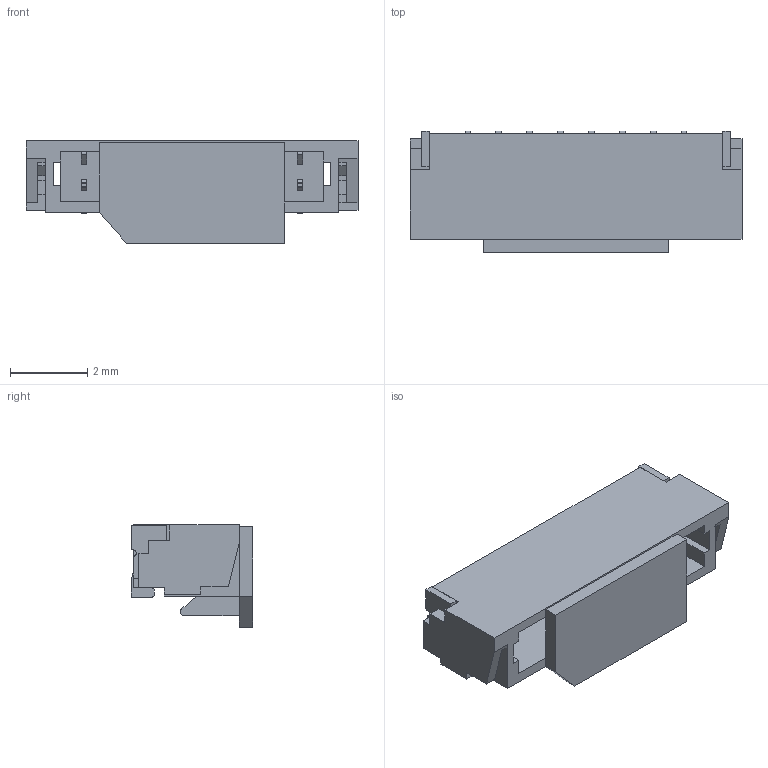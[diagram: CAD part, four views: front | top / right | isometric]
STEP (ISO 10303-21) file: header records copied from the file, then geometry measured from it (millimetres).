
FILE_DESCRIPTION(/* description */ ('Unknown'),/* implementation_level */ '2;1');
FILE_NAME(/* name */ '689308124022',/* time_stamp */ '2024-07-30T15:18:25+02:00',/* author */ ('Unknown'),/* organization */ ('Unknown'),/* preprocessor_version */ 'ST-DEVELOPER v19.4',/* originating_system */ 'Solid Edge',/* authorisation */ 'Unknown');
FILE_SCHEMA (('AUTOMOTIVE_DESIGN {1 0 10303 214 3 1 1}'));
Length unit declared in the file: millimetre
Products named in the file (5): 6893xx124022; 689308124022; 6893xx124022_Pin; 6893xx124022_Pin 2; 6893xx124022_Cap
Assembly tree (12 placements, depth 2):
  6893xx124022
    689308124022
    6893xx124022_Pin  x8
    6893xx124022_Pin 2  x2
    6893xx124022_Cap
Bounding box: 8.6 x 3.15 x 2.65 mm (x, y, z)
Volume: 32.7 mm3; surface area: 228.3 mm2
Topology: 12 solids, 12 shells, 450 faces, 1352 edges, 900 vertices
Faces by surface type: plane 344, cylinder 106
Entity records: 7228 total; most frequent: ORIENTED_EDGE 1288, CARTESIAN_POINT 1283, DIRECTION 1106, EDGE_CURVE 644, LINE 604, VECTOR 604, VERTEX_POINT 428, AXIS2_PLACEMENT_3D 251
